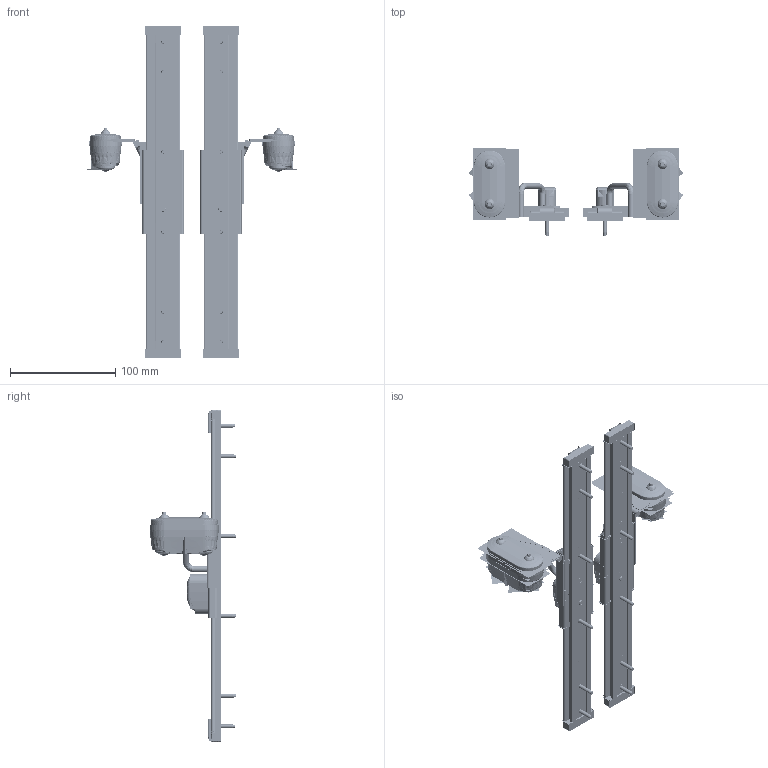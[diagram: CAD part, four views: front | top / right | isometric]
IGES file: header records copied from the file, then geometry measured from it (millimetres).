
Start section:  PTC IGES file: a4474.igs
Global section: file name: a4474.igs; native system: Creo Parametric by PTC Inc.; preprocessor: 2021284; author: Student; organization: Unknown; date: 20211202.125809; units: millimetre
Bounding box: 204.15 x 83.57 x 315.93 mm (x, y, z)
Surface area: 626138.7 mm2 (no closed solid volume)
Topology: 0 solids, 0 shells, 5040 faces, 71800 edges, 92766 vertices
Faces by surface type: bspline 2744, revolution 2272, extrusion 24
